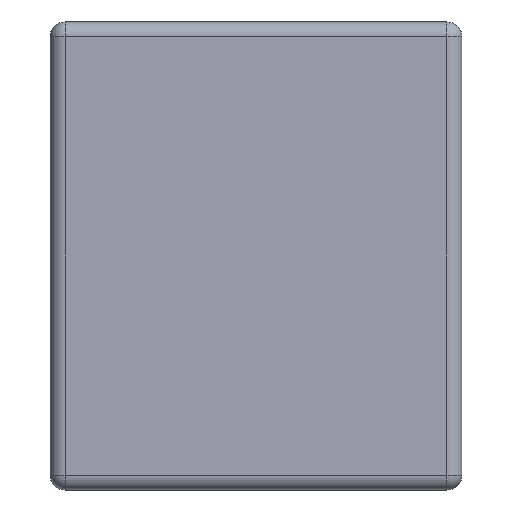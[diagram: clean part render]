
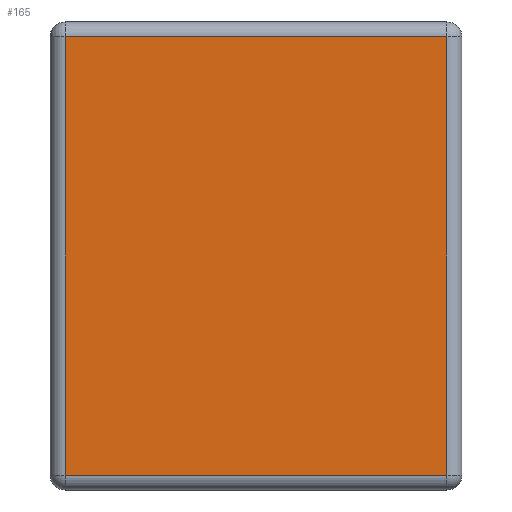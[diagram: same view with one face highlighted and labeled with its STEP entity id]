
A CAD part, left-side view. The second image highlights one B-rep face of the part: STEP entity #165.
In plain terms, the highlighted planar face has unit normal (-1, 0, 0).
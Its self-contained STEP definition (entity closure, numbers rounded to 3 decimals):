
#12 = CARTESIAN_POINT ( 'NONE',  ( -1.6, 0.08, -1.17 ) ) ;
#47 = ORIENTED_EDGE ( 'NONE', *, *, #127, .T. ) ;
#90 = VECTOR ( 'NONE', #456, 1000. ) ;
#114 = EDGE_CURVE ( 'NONE', #380, #611, #639, .T. ) ;
#127 = EDGE_CURVE ( 'NONE', #611, #975, #307, .T. ) ;
#165 = ADVANCED_FACE ( 'NONE', ( #218 ), #1064, .F. ) ;
#218 = FACE_OUTER_BOUND ( 'NONE', #298, .T. ) ;
#256 = ORIENTED_EDGE ( 'NONE', *, *, #1274, .T. ) ;
#298 = EDGE_LOOP ( 'NONE', ( #1266, #256, #560, #47 ) ) ;
#307 = LINE ( 'NONE', #1056, #551 ) ;
#335 = VECTOR ( 'NONE', #1226, 1000. ) ;
#379 = CARTESIAN_POINT ( 'NONE',  ( -1.6, 0.08, 1.17 ) ) ;
#380 = VERTEX_POINT ( 'NONE', #12 ) ;
#439 = CARTESIAN_POINT ( 'NONE',  ( -1.6, 2.2, -1.17 ) ) ;
#456 = DIRECTION ( 'NONE',  ( 0., 0., -1. ) ) ;
#466 = DIRECTION ( 'NONE',  ( 0., 0., -1. ) ) ;
#551 = VECTOR ( 'NONE', #572, 1000. ) ;
#560 = ORIENTED_EDGE ( 'NONE', *, *, #114, .T. ) ;
#572 = DIRECTION ( 'NONE',  ( 0., 1., 0. ) ) ;
#583 = VECTOR ( 'NONE', #1052, 1000. ) ;
#611 = VERTEX_POINT ( 'NONE', #379 ) ;
#639 = LINE ( 'NONE', #872, #583 ) ;
#727 = CARTESIAN_POINT ( 'NONE',  ( -1.6, 2.12, -1.17 ) ) ;
#795 = AXIS2_PLACEMENT_3D ( 'NONE', #880, #867, #466 ) ;
#853 = LINE ( 'NONE', #965, #90 ) ;
#867 = DIRECTION ( 'NONE',  ( 1., 0., 0. ) ) ;
#872 = CARTESIAN_POINT ( 'NONE',  ( -1.6, 0.08, -1.25 ) ) ;
#880 = CARTESIAN_POINT ( 'NONE',  ( -1.6, 2.2, -1.25 ) ) ;
#965 = CARTESIAN_POINT ( 'NONE',  ( -1.6, 2.12, -1.25 ) ) ;
#975 = VERTEX_POINT ( 'NONE', #1025 ) ;
#986 = LINE ( 'NONE', #439, #335 ) ;
#1025 = CARTESIAN_POINT ( 'NONE',  ( -1.6, 2.12, 1.17 ) ) ;
#1052 = DIRECTION ( 'NONE',  ( 0., 0., 1. ) ) ;
#1056 = CARTESIAN_POINT ( 'NONE',  ( -1.6, 2.2, 1.17 ) ) ;
#1064 = PLANE ( 'NONE',  #795 ) ;
#1080 = EDGE_CURVE ( 'NONE', #975, #1251, #853, .T. ) ;
#1226 = DIRECTION ( 'NONE',  ( 0., -1., 0. ) ) ;
#1251 = VERTEX_POINT ( 'NONE', #727 ) ;
#1266 = ORIENTED_EDGE ( 'NONE', *, *, #1080, .T. ) ;
#1274 = EDGE_CURVE ( 'NONE', #1251, #380, #986, .T. ) ;
